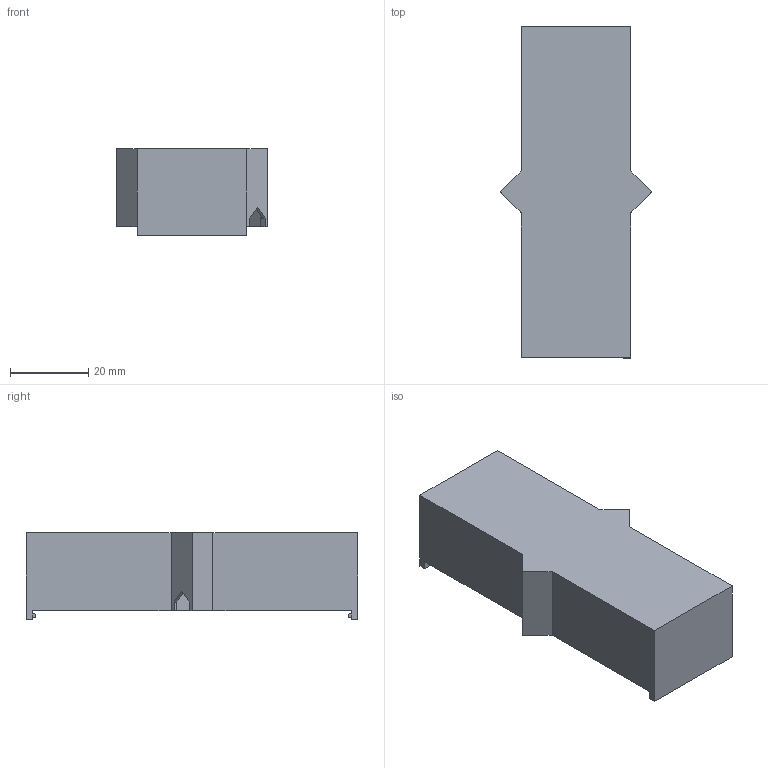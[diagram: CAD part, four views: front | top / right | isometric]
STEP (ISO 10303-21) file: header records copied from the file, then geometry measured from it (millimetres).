
FILE_DESCRIPTION(/* description */ (''),/* implementation_level */ '2;1');
FILE_NAME(/* name */ 'cover_colon_minute_second.step',/* time_stamp */ '2018-07-13T10:28:28-05:00',/* author */ (''),/* organization */ (''),/* preprocessor_version */ 'ST-DEVELOPER v17',/* originating_system */ 'Autodesk Translation Framework v7.1.0.215',/* authorisation */ '');
FILE_SCHEMA (('AUTOMOTIVE_DESIGN { 1 0 10303 214 3 1 1 }'));
Length unit declared in the file: millimetre
Products named in the file (1): colon
Bounding box: 38.86 x 85.04 x 22.25 mm (x, y, z)
Volume: 10420.4 mm3; surface area: 16425.2 mm2
Topology: 1 solids, 1 shells, 82 faces, 224 edges, 150 vertices
Faces by surface type: plane 70, cylinder 6, torus 6
Full cylindrical faces by diameter (mm): 10 x2, 12 x2
Entity records: 2708 total; most frequent: CARTESIAN_POINT 565, ORIENTED_EDGE 448, DIRECTION 418, EDGE_CURVE 224, LINE 172, VECTOR 172, VERTEX_POINT 150, AXIS2_PLACEMENT_3D 123
